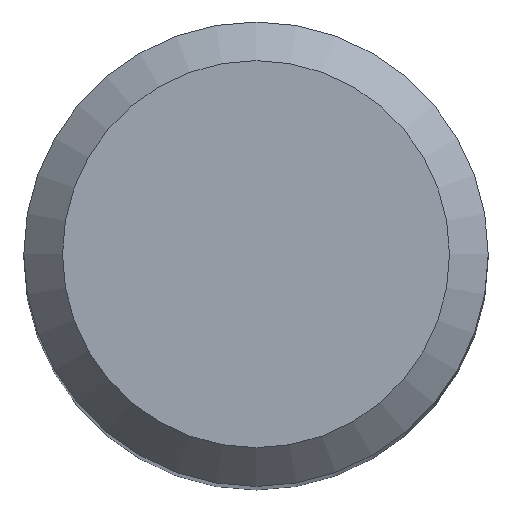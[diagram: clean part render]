
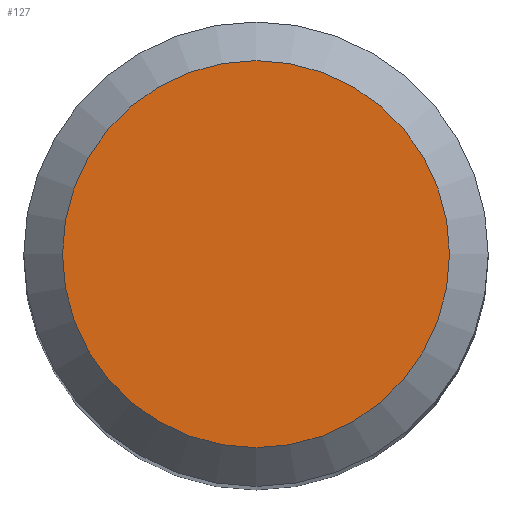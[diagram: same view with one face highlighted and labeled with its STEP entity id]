
A CAD part, top view. The second image highlights one B-rep face of the part: STEP entity #127.
In plain terms, the highlighted planar face has unit normal (0, 0, 1).
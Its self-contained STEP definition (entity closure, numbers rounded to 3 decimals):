
#127=ADVANCED_FACE('',(#131),#129,.F.);
#129=PLANE('',#187);
#131=FACE_OUTER_BOUND('',#143,.T.);
#143=EDGE_LOOP('',(#155));
#155=ORIENTED_EDGE('',*,*,#167,.F.);
#161=VERTEX_POINT('',#233);
#167=EDGE_CURVE('',#161,#161,#173,.T.);
#173=CIRCLE('',#185,5.0);
#185=AXIS2_PLACEMENT_3D('',#232,#210,#211);
#187=AXIS2_PLACEMENT_3D('',#235,#214,#215);
#210=DIRECTION('',(0.,0.0,-1.0));
#211=DIRECTION('',(-1.0,0.0,0.));
#214=DIRECTION('',(0.,0.0,-1.0));
#215=DIRECTION('',(-1.0,0.0,0.));
#232=CARTESIAN_POINT('',(0.,0.0,0.));
#233=CARTESIAN_POINT('',(-5.0,0.0,0.));
#235=CARTESIAN_POINT('',(0.,0.0,0.));
